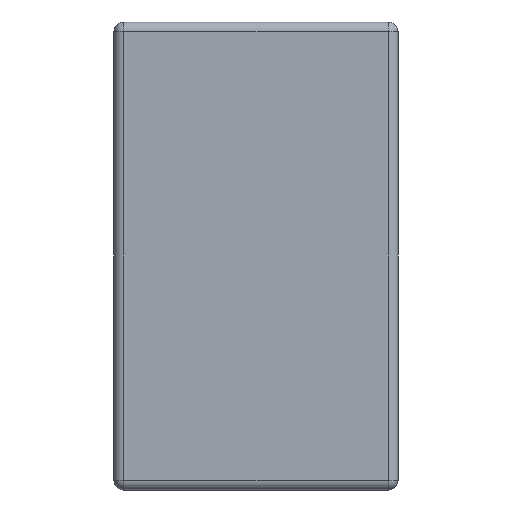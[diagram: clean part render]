
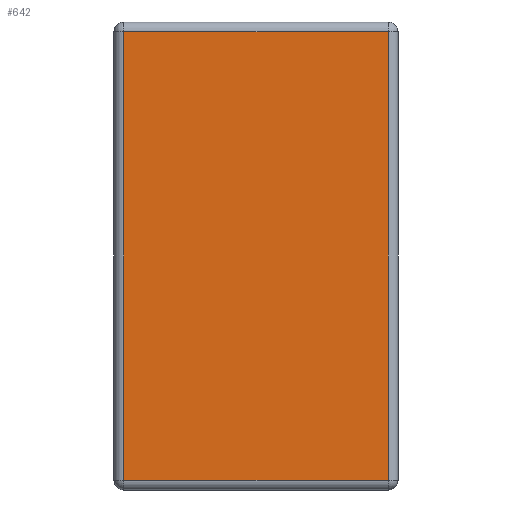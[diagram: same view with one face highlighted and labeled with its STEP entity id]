
A CAD part, left-side view. The second image highlights one B-rep face of the part: STEP entity #642.
In plain terms, the highlighted planar face has unit normal (-1, 0, 0).
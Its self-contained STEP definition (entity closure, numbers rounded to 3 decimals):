
#263 = VERTEX_POINT ( 'NONE', #3275 ) ;
#391 = DIRECTION ( 'NONE',  ( -1., 0., 0. ) ) ;
#396 = EDGE_CURVE ( 'NONE', #436, #1314, #2712, .T. ) ;
#436 = VERTEX_POINT ( 'NONE', #3578 ) ;
#451 = DIRECTION ( 'NONE',  ( 0., 1., 0. ) ) ;
#642 = ADVANCED_FACE ( 'NONE', ( #3547 ), #1106, .T. ) ;
#713 = ORIENTED_EDGE ( 'NONE', *, *, #3901, .T. ) ;
#950 = ORIENTED_EDGE ( 'NONE', *, *, #396, .T. ) ;
#956 = DIRECTION ( 'NONE',  ( 0., -1., 0. ) ) ;
#1106 = PLANE ( 'NONE',  #1177 ) ;
#1167 = EDGE_CURVE ( 'NONE', #3131, #436, #1470, .T. ) ;
#1177 = AXIS2_PLACEMENT_3D ( 'NONE', #1791, #391, #1829 ) ;
#1314 = VERTEX_POINT ( 'NONE', #4496 ) ;
#1417 = DIRECTION ( 'NONE',  ( 0., 0., -1. ) ) ;
#1470 = LINE ( 'NONE', #2128, #2894 ) ;
#1791 = CARTESIAN_POINT ( 'NONE',  ( 0., 0., 0. ) ) ;
#1828 = VECTOR ( 'NONE', #451, 1000. ) ;
#1829 = DIRECTION ( 'NONE',  ( 0., 0., 1. ) ) ;
#2002 = LINE ( 'NONE', #2618, #1828 ) ;
#2128 = CARTESIAN_POINT ( 'NONE',  ( 0., 0.85, -1.45 ) ) ;
#2175 = VECTOR ( 'NONE', #3772, 1000. ) ;
#2317 = CARTESIAN_POINT ( 'NONE',  ( 0., 0.03, 0. ) ) ;
#2618 = CARTESIAN_POINT ( 'NONE',  ( 0., 0.88, -0.03 ) ) ;
#2712 = LINE ( 'NONE', #3118, #3746 ) ;
#2743 = LINE ( 'NONE', #2317, #2175 ) ;
#2894 = VECTOR ( 'NONE', #1417, 1000. ) ;
#3118 = CARTESIAN_POINT ( 'NONE',  ( 0., 0., -1.42 ) ) ;
#3131 = VERTEX_POINT ( 'NONE', #3245 ) ;
#3245 = CARTESIAN_POINT ( 'NONE',  ( 0., 0.85, -0.03 ) ) ;
#3275 = CARTESIAN_POINT ( 'NONE',  ( 0., 0.03, -0.03 ) ) ;
#3547 = FACE_OUTER_BOUND ( 'NONE', #3729, .T. ) ;
#3578 = CARTESIAN_POINT ( 'NONE',  ( 0., 0.85, -1.42 ) ) ;
#3729 = EDGE_LOOP ( 'NONE', ( #950, #4620, #713, #4253 ) ) ;
#3746 = VECTOR ( 'NONE', #956, 1000. ) ;
#3772 = DIRECTION ( 'NONE',  ( 0., 0., 1. ) ) ;
#3901 = EDGE_CURVE ( 'NONE', #263, #3131, #2002, .T. ) ;
#4093 = EDGE_CURVE ( 'NONE', #1314, #263, #2743, .T. ) ;
#4253 = ORIENTED_EDGE ( 'NONE', *, *, #1167, .T. ) ;
#4496 = CARTESIAN_POINT ( 'NONE',  ( 0., 0.03, -1.42 ) ) ;
#4620 = ORIENTED_EDGE ( 'NONE', *, *, #4093, .T. ) ;
